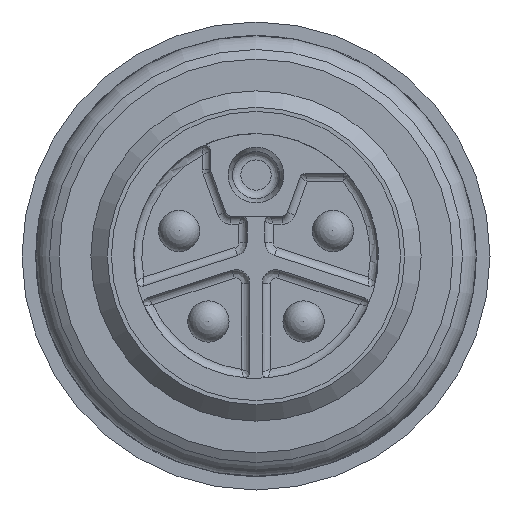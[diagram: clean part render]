
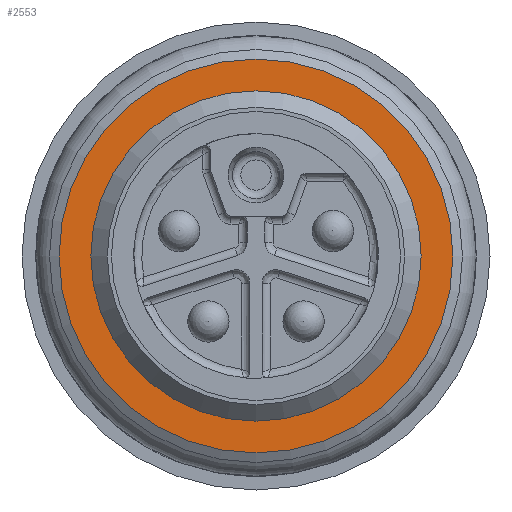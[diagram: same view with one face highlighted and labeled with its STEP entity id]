
A CAD part, front view. The second image highlights one B-rep face of the part: STEP entity #2553.
In plain terms, the highlighted planar face has unit normal (0, -1, 0).
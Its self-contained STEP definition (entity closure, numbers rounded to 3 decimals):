
#1361=PLANE('',#9013);
#2553=ADVANCED_FACE('',(#2874,#2875),#1361,.F.);
#2874=FACE_BOUND('',#3467,.T.);
#2875=FACE_BOUND('',#3468,.T.);
#3467=EDGE_LOOP('',(#5697));
#3468=EDGE_LOOP('',(#5698));
#5697=ORIENTED_EDGE('',*,*,#7625,.F.);
#5698=ORIENTED_EDGE('',*,*,#7626,.T.);
#6490=VERTEX_POINT('',#16962);
#6491=VERTEX_POINT('',#16965);
#7625=EDGE_CURVE('',#6490,#6490,#8126,.T.);
#7626=EDGE_CURVE('',#6491,#6491,#8127,.T.);
#8126=CIRCLE('',#9010,6.);
#8127=CIRCLE('',#9012,7.154);
#9010=AXIS2_PLACEMENT_3D('',#16961,#11252,#11253);
#9012=AXIS2_PLACEMENT_3D('',#16964,#11256,#11257);
#9013=AXIS2_PLACEMENT_3D('',#16966,#11258,#11259);
#11252=DIRECTION('',(0.,-1.,0.));
#11253=DIRECTION('',(0.,0.,-1.));
#11256=DIRECTION('',(0.,-1.,0.));
#11257=DIRECTION('',(0.,0.,-1.));
#11258=DIRECTION('',(0.,1.,0.));
#11259=DIRECTION('',(0.,0.,-1.));
#16961=CARTESIAN_POINT('',(0.,-84.723,0.));
#16962=CARTESIAN_POINT('',(0.,-84.723,-6.));
#16964=CARTESIAN_POINT('',(0.,-84.723,0.));
#16965=CARTESIAN_POINT('',(0.,-84.723,-7.154));
#16966=CARTESIAN_POINT('',(7.154,-84.723,0.));
